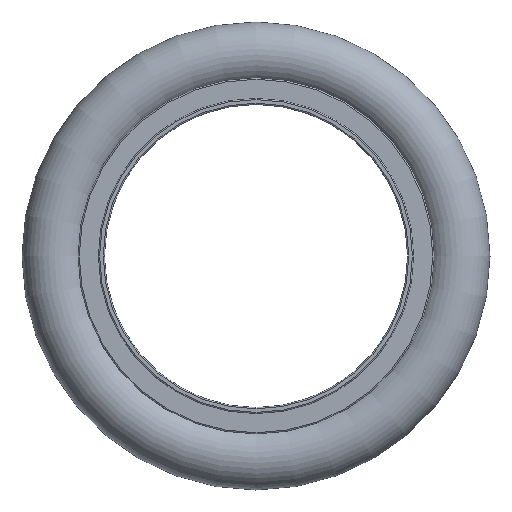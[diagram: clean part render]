
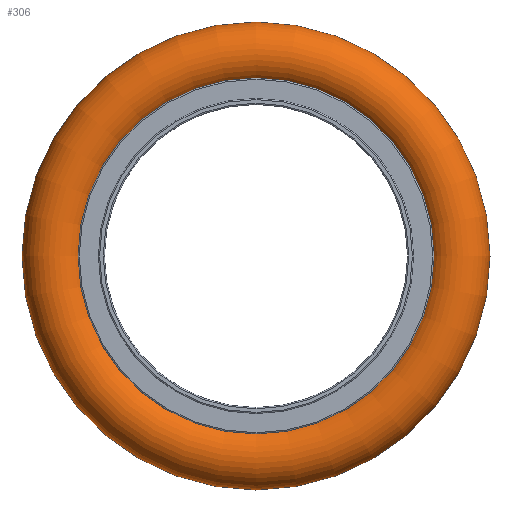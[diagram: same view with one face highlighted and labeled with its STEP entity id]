
A CAD part, front view. The second image highlights one B-rep face of the part: STEP entity #306.
In plain terms, the highlighted toroidal (fillet/blend) face has major radius 16.635 mm and minor radius 2.665 mm.
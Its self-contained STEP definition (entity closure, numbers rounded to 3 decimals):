
#58=FACE_OUTER_BOUND('',#77,.T.);
#77=EDGE_LOOP('',(#280,#281,#282,#283));
#117=CIRCLE('',#421,2.665);
#118=CIRCLE('',#422,13.97);
#151=VERTEX_POINT('',#642);
#194=EDGE_CURVE('',#151,#151,#117,.T.);
#195=EDGE_CURVE('',#151,#151,#118,.T.);
#280=ORIENTED_EDGE('',*,*,#194,.F.);
#281=ORIENTED_EDGE('',*,*,#195,.T.);
#282=ORIENTED_EDGE('',*,*,#194,.T.);
#283=ORIENTED_EDGE('',*,*,#195,.F.);
#291=TOROIDAL_SURFACE('',#420,16.635,2.665);
#306=ADVANCED_FACE('',(#58),#291,.T.);
#420=AXIS2_PLACEMENT_3D('',#641,#540,#541);
#421=AXIS2_PLACEMENT_3D('',#643,#542,#543);
#422=AXIS2_PLACEMENT_3D('',#644,#544,#545);
#540=DIRECTION('center_axis',(0.,1.,0.));
#541=DIRECTION('ref_axis',(0.,0.,1.));
#542=DIRECTION('center_axis',(-1.,0.,0.));
#543=DIRECTION('ref_axis',(0.,0.,-1.));
#544=DIRECTION('center_axis',(0.,-1.,0.));
#545=DIRECTION('ref_axis',(0.,0.,1.));
#641=CARTESIAN_POINT('Origin',(0.,0.,0.));
#642=CARTESIAN_POINT('',(0.,0.,-13.97));
#643=CARTESIAN_POINT('Origin',(0.,0.,-16.635));
#644=CARTESIAN_POINT('Origin',(0.,0.,0.));
